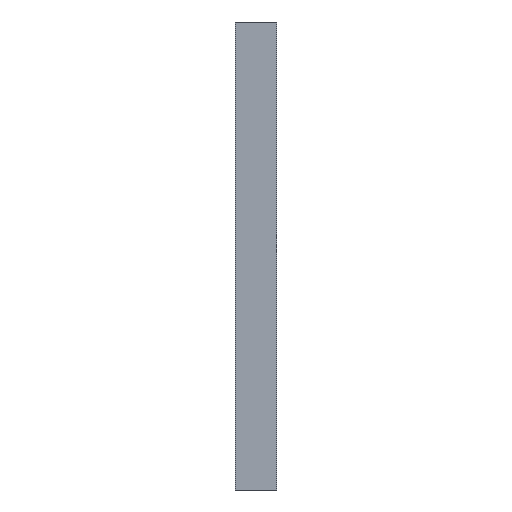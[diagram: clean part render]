
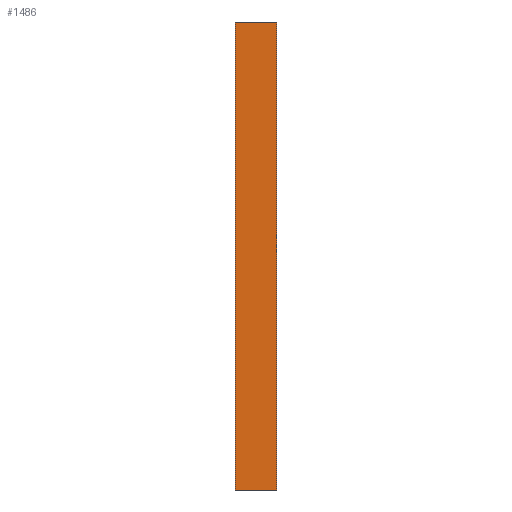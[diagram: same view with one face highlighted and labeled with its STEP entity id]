
A CAD part, left-side view. The second image highlights one B-rep face of the part: STEP entity #1486.
In plain terms, the highlighted planar face has unit normal (-1, 0, 0).
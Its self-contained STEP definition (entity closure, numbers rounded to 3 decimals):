
#67 = VECTOR ( 'NONE', #1096, 1000. ) ;
#118 = LINE ( 'NONE', #2151, #722 ) ;
#160 = ORIENTED_EDGE ( 'NONE', *, *, #555, .F. ) ;
#245 = DIRECTION ( 'NONE',  ( 0., 0., 1. ) ) ;
#258 = DIRECTION ( 'NONE',  ( -1., 0., 0. ) ) ;
#262 = CARTESIAN_POINT ( 'NONE',  ( 0., 0., 0. ) ) ;
#302 = VERTEX_POINT ( 'NONE', #1351 ) ;
#311 = DIRECTION ( 'NONE',  ( 0., 0., -1. ) ) ;
#400 = ORIENTED_EDGE ( 'NONE', *, *, #1656, .F. ) ;
#434 = CARTESIAN_POINT ( 'NONE',  ( 0., 5., 0. ) ) ;
#555 = EDGE_CURVE ( 'NONE', #584, #2080, #118, .T. ) ;
#583 = VERTEX_POINT ( 'NONE', #434 ) ;
#584 = VERTEX_POINT ( 'NONE', #1139 ) ;
#722 = VECTOR ( 'NONE', #311, 1000. ) ;
#918 = PLANE ( 'NONE',  #949 ) ;
#949 = AXIS2_PLACEMENT_3D ( 'NONE', #1763, #258, #245 ) ;
#975 = VECTOR ( 'NONE', #1343, 1000. ) ;
#990 = CARTESIAN_POINT ( 'NONE',  ( 0., 0., -56. ) ) ;
#1018 = ORIENTED_EDGE ( 'NONE', *, *, #1495, .F. ) ;
#1096 = DIRECTION ( 'NONE',  ( 0., 0., 1. ) ) ;
#1103 = VECTOR ( 'NONE', #1743, 1000. ) ;
#1139 = CARTESIAN_POINT ( 'NONE',  ( 0., 0., 0. ) ) ;
#1331 = LINE ( 'NONE', #990, #975 ) ;
#1343 = DIRECTION ( 'NONE',  ( 0., 1., 0. ) ) ;
#1351 = CARTESIAN_POINT ( 'NONE',  ( 0., 5., -56. ) ) ;
#1429 = CARTESIAN_POINT ( 'NONE',  ( 0., 5., 0. ) ) ;
#1486 = ADVANCED_FACE ( 'NONE', ( #2084 ), #918, .T. ) ;
#1495 = EDGE_CURVE ( 'NONE', #302, #583, #1595, .T. ) ;
#1595 = LINE ( 'NONE', #1429, #67 ) ;
#1656 = EDGE_CURVE ( 'NONE', #2080, #302, #1331, .T. ) ;
#1739 = EDGE_LOOP ( 'NONE', ( #1830, #1018, #400, #160 ) ) ;
#1743 = DIRECTION ( 'NONE',  ( 0., -1., 0. ) ) ;
#1753 = LINE ( 'NONE', #262, #1103 ) ;
#1763 = CARTESIAN_POINT ( 'NONE',  ( 0., 0., 0. ) ) ;
#1774 = CARTESIAN_POINT ( 'NONE',  ( 0., 0., -56. ) ) ;
#1830 = ORIENTED_EDGE ( 'NONE', *, *, #2000, .F. ) ;
#2000 = EDGE_CURVE ( 'NONE', #583, #584, #1753, .T. ) ;
#2080 = VERTEX_POINT ( 'NONE', #1774 ) ;
#2084 = FACE_OUTER_BOUND ( 'NONE', #1739, .T. ) ;
#2151 = CARTESIAN_POINT ( 'NONE',  ( 0., 0., 0. ) ) ;
